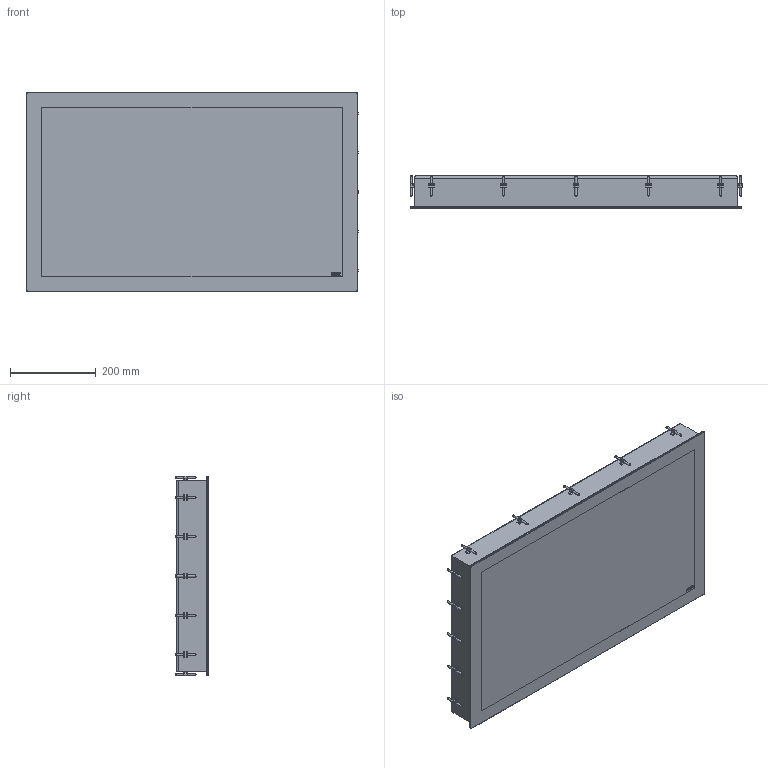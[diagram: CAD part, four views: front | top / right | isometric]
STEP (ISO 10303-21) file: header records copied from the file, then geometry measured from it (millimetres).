
FILE_DESCRIPTION(/* description */ ('Unknown'),/* implementation_level */ '2;1');
FILE_NAME(/* name */ 'N320KG 3d',/* time_stamp */ '2021-01-06T15:08:44+01:00',/* author */ ('Unknown'),/* organization */ ('Unknown'),/* preprocessor_version */ 'ST-DEVELOPER v16.7',/* originating_system */ 'Solid Edge',/* authorisation */ 'Unknown');
FILE_SCHEMA (('TECHNICAL_DATA_PACKAGING','AUTOMOTIVE_DESIGN {1 0 10303 214 3 1 1}'));
Length unit declared in the file: millimetre
Products named in the file (3): N320K(G)E 3d; N320K(G)E 3d-model; 0901124asm_stp
Assembly tree (20 placements, depth 2):
  N320K(G)E 3d
    N320K(G)E 3d-model
    0901124asm_stp  x19
Bounding box: 775.7 x 78.5 x 466.2 mm (x, y, z)
Volume: 25502610.6 mm3; surface area: 928547.3 mm2
Topology: 20 solids, 31 shells, 1967 faces, 5235 edges, 3401 vertices
Faces by surface type: plane 1149, cylinder 537, cone 160, bspline 121
Full cylindrical faces by diameter (mm): 2 x11, 5 x19
Entity records: 25637 total; most frequent: CARTESIAN_POINT 10011, ORIENTED_EDGE 2672, DIRECTION 1711, EDGE_CURVE 1336, VERTEX_POINT 896, B_SPLINE_CURVE_WITH_KNOTS 672, FACE_BOUND 660, EDGE_LOOP 659
